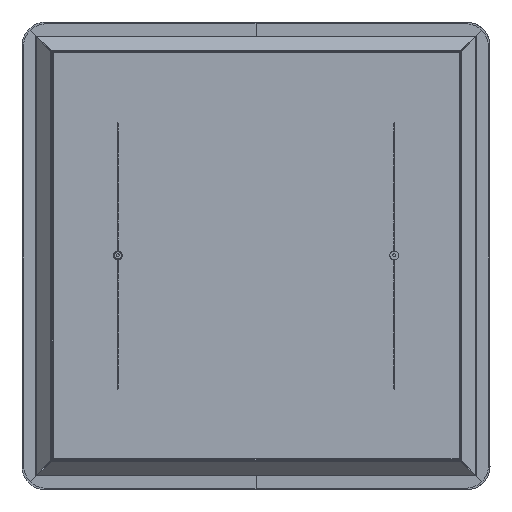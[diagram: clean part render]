
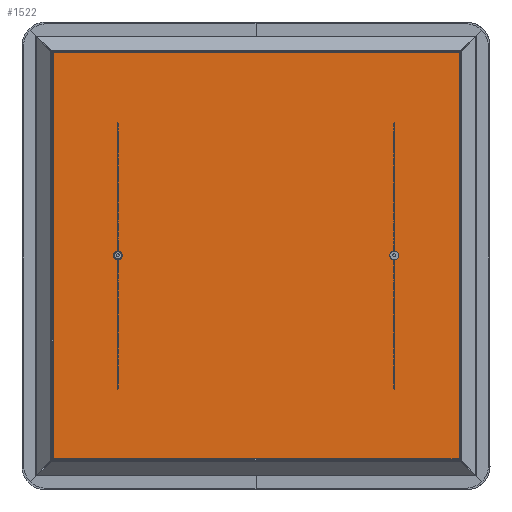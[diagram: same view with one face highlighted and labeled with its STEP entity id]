
A CAD part, top view. The second image highlights one B-rep face of the part: STEP entity #1522.
In plain terms, the highlighted planar face has unit normal (0, 0, 1).
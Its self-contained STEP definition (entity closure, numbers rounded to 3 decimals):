
#1522=ADVANCED_FACE('',(#2928),#22559,.T.);
#2928=FACE_OUTER_BOUND('',#4354,.T.);
#4354=EDGE_LOOP('',(#11619,#11620,#11621,#11622));
#11619=ORIENTED_EDGE('',*,*,#15426,.F.);
#11620=ORIENTED_EDGE('',*,*,#15427,.F.);
#11621=ORIENTED_EDGE('',*,*,#15428,.F.);
#11622=ORIENTED_EDGE('',*,*,#15423,.T.);
#15423=EDGE_CURVE('',#21551,#21549,#19192,.T.);
#15426=EDGE_CURVE('',#21553,#21549,#19195,.T.);
#15427=EDGE_CURVE('',#21554,#21553,#19196,.T.);
#15428=EDGE_CURVE('',#21551,#21554,#19197,.T.);
#19192=B_SPLINE_CURVE_WITH_KNOTS('',1,(#89092,#89093),.UNSPECIFIED.,.F.,
 .F.,(2,2),(-689.5,0.),.UNSPECIFIED.);
#19195=B_SPLINE_CURVE_WITH_KNOTS('',1,(#89098,#89099),.UNSPECIFIED.,.F.,
 .F.,(2,2),(-690.,0.),.UNSPECIFIED.);
#19196=B_SPLINE_CURVE_WITH_KNOTS('',1,(#89100,#89101),.UNSPECIFIED.,.F.,
 .F.,(2,2),(0.,689.5),.UNSPECIFIED.);
#19197=B_SPLINE_CURVE_WITH_KNOTS('',1,(#89102,#89103),.UNSPECIFIED.,.F.,
 .F.,(2,2),(0.,690.),.UNSPECIFIED.);
#21549=VERTEX_POINT('',#89082);
#21551=VERTEX_POINT('',#89084);
#21553=VERTEX_POINT('',#89086);
#21554=VERTEX_POINT('',#89087);
#22559=PLANE('',#23669);
#23669=AXIS2_PLACEMENT_3D('',#89077,#24335,$);
#24335=DIRECTION('',(0.,0.,1.));
#89077=CARTESIAN_POINT('',(414.56,399.58,-25.496));
#89082=CARTESIAN_POINT('',(-344.5,329.97,-25.496));
#89084=CARTESIAN_POINT('',(345.,329.97,-25.496));
#89086=CARTESIAN_POINT('',(-344.5,-360.03,-25.496));
#89087=CARTESIAN_POINT('',(345.,-360.03,-25.496));
#89092=CARTESIAN_POINT('',(345.,329.97,-25.496));
#89093=CARTESIAN_POINT('',(-344.5,329.97,-25.496));
#89098=CARTESIAN_POINT('',(-344.5,-360.03,-25.496));
#89099=CARTESIAN_POINT('',(-344.5,329.97,-25.496));
#89100=CARTESIAN_POINT('',(345.,-360.03,-25.496));
#89101=CARTESIAN_POINT('',(-344.5,-360.03,-25.496));
#89102=CARTESIAN_POINT('',(345.,329.97,-25.496));
#89103=CARTESIAN_POINT('',(345.,-360.03,-25.496));
